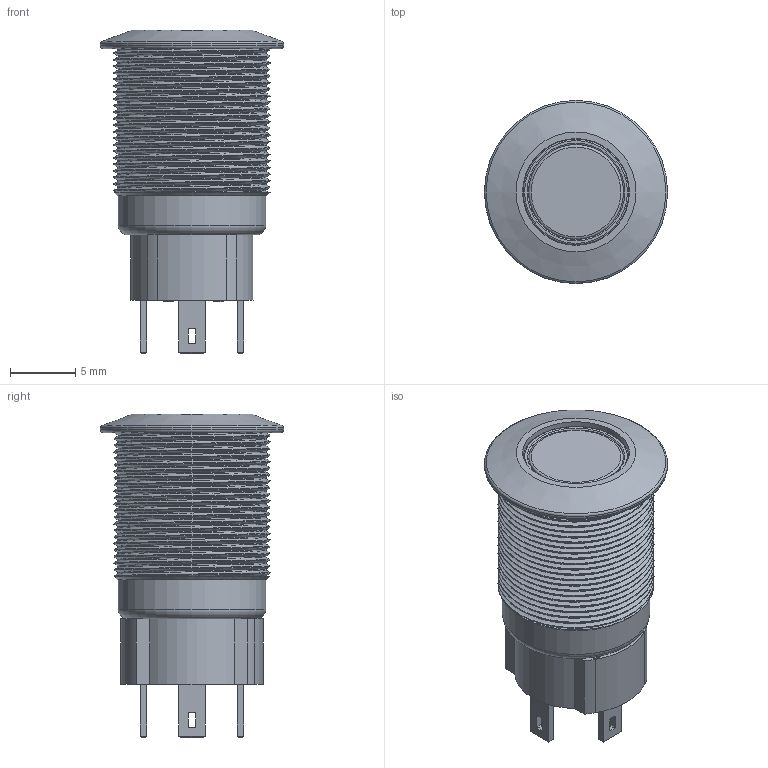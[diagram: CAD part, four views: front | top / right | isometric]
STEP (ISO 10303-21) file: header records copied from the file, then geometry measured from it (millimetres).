
FILE_DESCRIPTION(/* description */ (''),/* implementation_level */ '2;1');
FILE_NAME(/* name */ '12mm_Switch.step',/* time_stamp */ '2022-01-05T02:59:14+01:00',/* author */ (''),/* organization */ (''),/* preprocessor_version */ 'ST-DEVELOPER v18.1',/* originating_system */ 'Autodesk Translation Framework v10.10.0.1391',/* authorisation */ '');
FILE_SCHEMA (('AUTOMOTIVE_DESIGN { 1 0 10303 214 3 1 1 }'));
Length unit declared in the file: millimetre
Products named in the file (5): Unbenannt; Body; button; latching; solderlug
Assembly tree (7 placements, depth 3):
  Unbenannt
    Body
    button
    latching
      solderlug  x4
Bounding box: 14 x 14 x 24.73 mm (x, y, z)
Volume: 1296.9 mm3; surface area: 2279.2 mm2
Topology: 12 solids, 12 shells, 241 faces, 603 edges, 394 vertices
Faces by surface type: plane 115, cylinder 76, bspline 42, torus 6, cone 2
Full cylindrical faces by diameter (mm): 7.26 x2, 8.06 x1, 8.16 x1, 11.3 x1, 11.348 x21, 11.927 x21, 14 x1
Entity records: 11147 total; most frequent: CARTESIAN_POINT 6869, ORIENTED_EDGE 942, DIRECTION 668, EDGE_CURVE 471, VERTEX_POINT 310, LINE 238, VECTOR 238, AXIS2_PLACEMENT_3D 215
